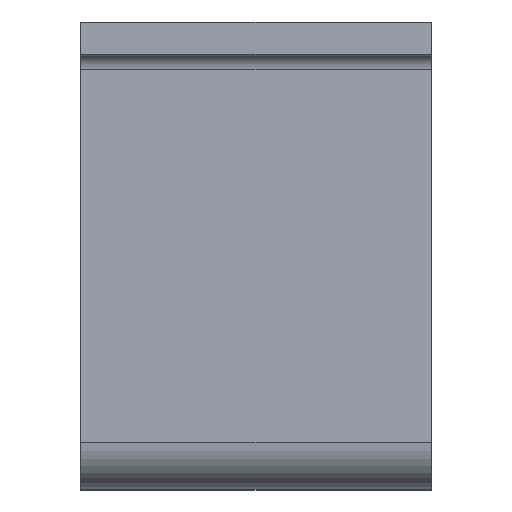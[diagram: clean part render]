
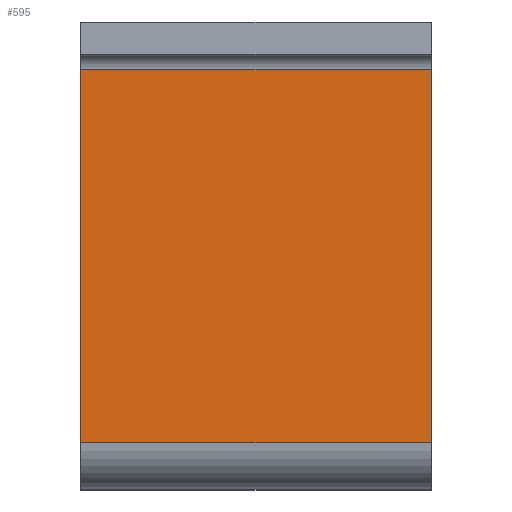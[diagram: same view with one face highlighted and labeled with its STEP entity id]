
A CAD part, top view. The second image highlights one B-rep face of the part: STEP entity #595.
In plain terms, the highlighted planar face has unit normal (0, 0, 1).
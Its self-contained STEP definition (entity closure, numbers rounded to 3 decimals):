
#9 = CARTESIAN_POINT ( 'NONE',  ( -17.5, -2.337, -13.737 ) ) ;
#11 = CARTESIAN_POINT ( 'NONE',  ( -17.5, -21., -13.737 ) ) ;
#12 = EDGE_CURVE ( 'NONE', #675, #98, #494, .T. ) ;
#20 = EDGE_CURVE ( 'NONE', #326, #317, #621, .T. ) ;
#42 = EDGE_CURVE ( 'NONE', #98, #326, #650, .T. ) ;
#45 = VECTOR ( 'NONE', #325, 1000. ) ;
#46 = CARTESIAN_POINT ( 'NONE',  ( -17.5, -2.337, -13.737 ) ) ;
#59 = DIRECTION ( 'NONE',  ( 0., 0., 1. ) ) ;
#98 = VERTEX_POINT ( 'NONE', #217 ) ;
#122 = DIRECTION ( 'NONE',  ( 0., 1., 0. ) ) ;
#162 = ORIENTED_EDGE ( 'NONE', *, *, #746, .F. ) ;
#172 = ORIENTED_EDGE ( 'NONE', *, *, #20, .F. ) ;
#214 = EDGE_LOOP ( 'NONE', ( #503, #354, #162, #172 ) ) ;
#217 = CARTESIAN_POINT ( 'NONE',  ( 0., -2.337, -13.737 ) ) ;
#254 = DIRECTION ( 'NONE',  ( -1., 0., 0. ) ) ;
#305 = AXIS2_PLACEMENT_3D ( 'NONE', #478, #59, #528 ) ;
#317 = VERTEX_POINT ( 'NONE', #442 ) ;
#325 = DIRECTION ( 'NONE',  ( 0., -1., 0. ) ) ;
#326 = VERTEX_POINT ( 'NONE', #674 ) ;
#354 = ORIENTED_EDGE ( 'NONE', *, *, #12, .F. ) ;
#387 = CARTESIAN_POINT ( 'NONE',  ( -17.5, -1.6, -13.737 ) ) ;
#409 = VECTOR ( 'NONE', #122, 1000. ) ;
#442 = CARTESIAN_POINT ( 'NONE',  ( -17.5, -21., -13.737 ) ) ;
#452 = LINE ( 'NONE', #387, #409 ) ;
#478 = CARTESIAN_POINT ( 'NONE',  ( 0., 0., -13.737 ) ) ;
#491 = VECTOR ( 'NONE', #497, 1000. ) ;
#494 = LINE ( 'NONE', #9, #491 ) ;
#497 = DIRECTION ( 'NONE',  ( 1., 0., 0. ) ) ;
#503 = ORIENTED_EDGE ( 'NONE', *, *, #42, .F. ) ;
#528 = DIRECTION ( 'NONE',  ( 0., -1., 0. ) ) ;
#595 = ADVANCED_FACE ( 'NONE', ( #787 ), #792, .T. ) ;
#621 = LINE ( 'NONE', #11, #760 ) ;
#650 = LINE ( 'NONE', #774, #45 ) ;
#674 = CARTESIAN_POINT ( 'NONE',  ( 0., -21., -13.737 ) ) ;
#675 = VERTEX_POINT ( 'NONE', #46 ) ;
#746 = EDGE_CURVE ( 'NONE', #317, #675, #452, .T. ) ;
#760 = VECTOR ( 'NONE', #254, 1000. ) ;
#774 = CARTESIAN_POINT ( 'NONE',  ( 0., -21., -13.737 ) ) ;
#787 = FACE_OUTER_BOUND ( 'NONE', #214, .T. ) ;
#792 = PLANE ( 'NONE',  #305 ) ;
